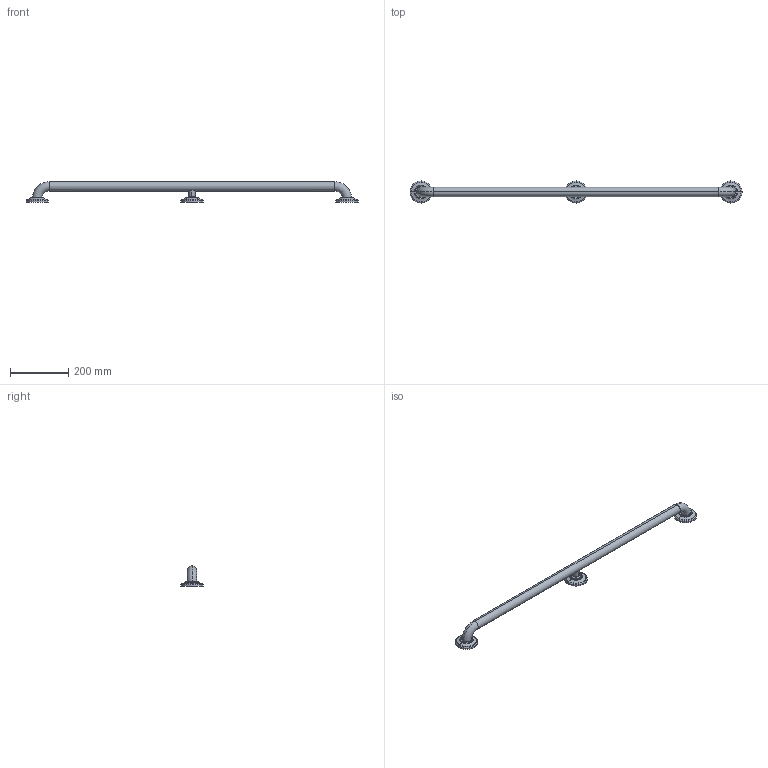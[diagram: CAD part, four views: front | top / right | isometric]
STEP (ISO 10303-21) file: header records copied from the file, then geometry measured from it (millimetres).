
FILE_DESCRIPTION((''),'2;1');
FILE_NAME('2440-3942','2021-07-12T12:14:00',('jinson.thomas'),(''),'CREO PARAMETRIC BY PTC INC, 2018400','CREO PARAMETRIC BY PTC INC, 2018400','');
FILE_SCHEMA(('CONFIG_CONTROL_DESIGN'));
Length unit declared in the file: inch
Products named in the file (1): 2440-3942
Bounding box: 1143 x 76.2 x 69.86 mm (x, y, z)
Volume: 1048792.3 mm3; surface area: 143860.8 mm2
Topology: 1 solids, 1 shells, 78 faces, 163 edges, 94 vertices
Faces by surface type: torus 40, cylinder 23, plane 10, bspline 3, cone 2
Entity records: 2599 total; most frequent: CARTESIAN_POINT 844, DIRECTION 415, ORIENTED_EDGE 326, AXIS2_PLACEMENT_3D 195, EDGE_CURVE 163, CIRCLE 120, VERTEX_POINT 94, EDGE_LOOP 85
